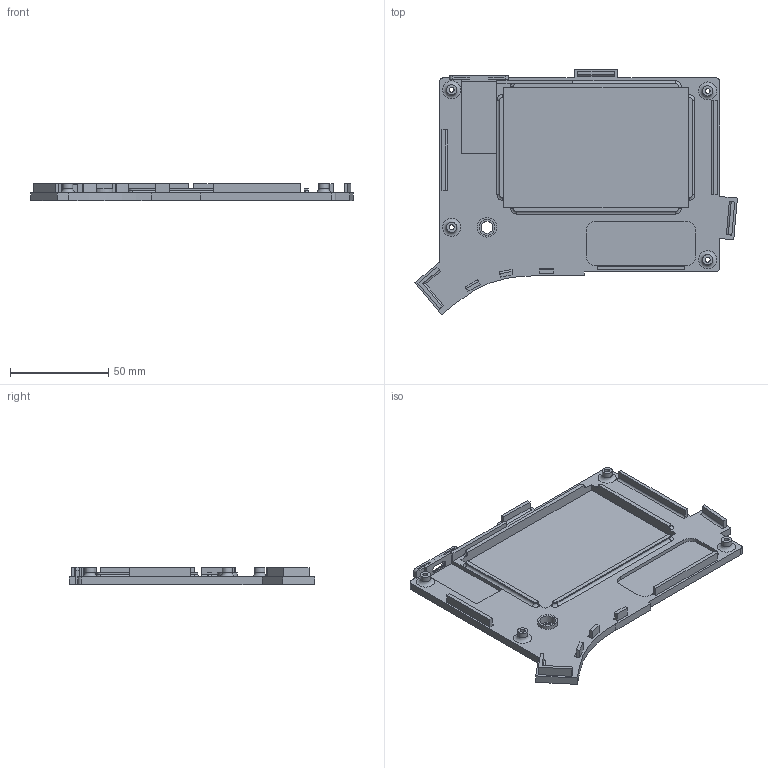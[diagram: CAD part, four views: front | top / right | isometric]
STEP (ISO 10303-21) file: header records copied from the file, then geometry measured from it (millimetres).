
FILE_DESCRIPTION(/* description */ ('STEP AP242','CAx-IF Rec.Pracs.---Representation and Presentation of Product Manufacturing Information (PMI)---4.0---2014-10-13','CAx-IF Rec.Pracs.---3D Tessellated Geometry---0.4---2014-09-14','2;1'),/* implementation_level */ '2;1');
FILE_NAME(/* name */ '678530dda7bfa81e951f2f69',/* time_stamp */ '2025-01-13T15:27:26Z',/* author */ (''),/* organization */ (''),/* preprocessor_version */ 'ST-DEVELOPER v20',/* originating_system */ 'ONSHAPE BY PTC INC, 1.192',/* authorisation */ ' ');
FILE_SCHEMA (('AP242_MANAGED_MODEL_BASED_3D_ENGINEERING_MIM_LF { 1 0 10303 442 1 1 4 }'));
Length unit declared in the file: metre
Products named in the file (1): Part bottom plate right
Bounding box: 164.36 x 125.23 x 8.8 mm (x, y, z)
Volume: 39166.9 mm3; surface area: 38316.3 mm2
Topology: 1 solids, 1 shells, 265 faces, 686 edges, 447 vertices
Faces by surface type: plane 155, cylinder 83, torus 20, bspline 6, cone 1
Full cylindrical faces by diameter (mm): 2.5 x4, 4 x4, 5.2 x4, 6 x1, 8 x1, 10 x1
Entity records: 8021 total; most frequent: CARTESIAN_POINT 1528, DIRECTION 1339, ORIENTED_EDGE 1314, EDGE_CURVE 657, AXIS2_PLACEMENT_3D 447, LINE 445, VECTOR 445, VERTEX_POINT 438
